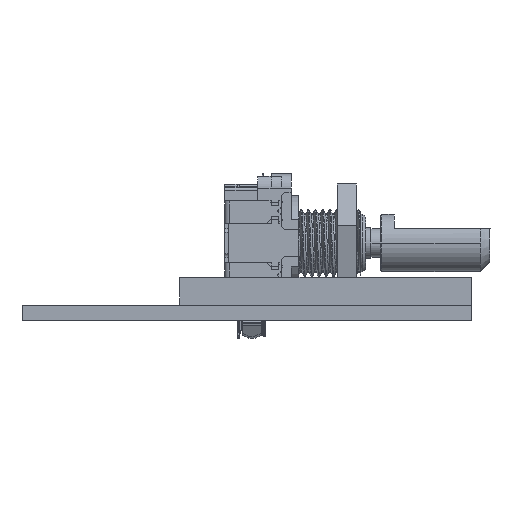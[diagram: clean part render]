
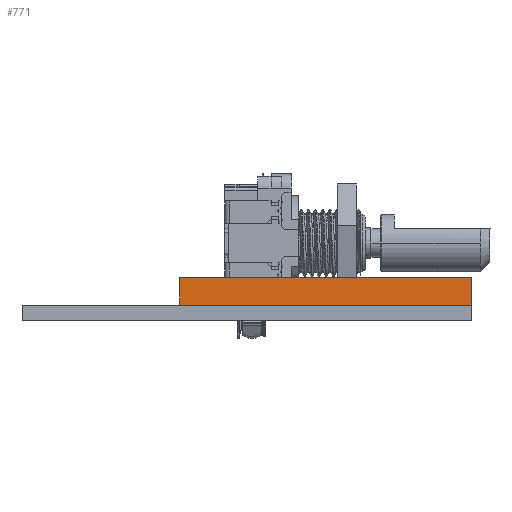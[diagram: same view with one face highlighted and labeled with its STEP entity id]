
A CAD part, left-side view. The second image highlights one B-rep face of the part: STEP entity #771.
In plain terms, the highlighted planar face has unit normal (-1, 0, 0).
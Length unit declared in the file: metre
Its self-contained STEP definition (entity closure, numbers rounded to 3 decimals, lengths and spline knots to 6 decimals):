
#771=ADVANCED_FACE('0:7426',(#2230),#2231,.T.);
#2230=FACE_OUTER_BOUND('',#4506,.T.);
#2231=PLANE('',#4507);
#4506=EDGE_LOOP('',(#8420,#8421,#8422,#8423));
#4507=AXIS2_PLACEMENT_3D('',#8424,#8425,#8426);
#8420=ORIENTED_EDGE('',*,*,#15287,.T.);
#8421=ORIENTED_EDGE('',*,*,#15288,.T.);
#8422=ORIENTED_EDGE('',*,*,#15289,.T.);
#8423=ORIENTED_EDGE('',*,*,#15290,.T.);
#8424=CARTESIAN_POINT('',(-0.16045,-0.018,0.0));
#8425=DIRECTION('',(-1.0,0.0,0.0));
#8426=DIRECTION('',(0.0,0.0,1.0));
#15287=EDGE_CURVE('',#18014,#18015,#18016,.F.);
#15288=EDGE_CURVE('',#18015,#18017,#18018,.F.);
#15289=EDGE_CURVE('',#18017,#18019,#18020,.T.);
#15290=EDGE_CURVE('',#18019,#18014,#18021,.T.);
#18014=VERTEX_POINT('',#22075);
#18015=VERTEX_POINT('',#22076);
#18016=LINE('',#22077,#22078);
#18017=VERTEX_POINT('',#22079);
#18018=LINE('',#22080,#22081);
#18019=VERTEX_POINT('',#22082);
#18020=LINE('',#22083,#22084);
#18021=LINE('',#22085,#22086);
#22075=CARTESIAN_POINT('',(-0.16045,0.0125,0.0029));
#22076=CARTESIAN_POINT('',(-0.16045,0.0125,0.0));
#22077=CARTESIAN_POINT('',(-0.16045,0.0125,0.0));
#22078=VECTOR('',#34027,1.0);
#22079=CARTESIAN_POINT('',(-0.16045,-0.018,0.0));
#22080=CARTESIAN_POINT('',(-0.16045,-0.018,0.0));
#22081=VECTOR('',#34028,1.0);
#22082=CARTESIAN_POINT('',(-0.16045,-0.018,0.0029));
#22083=CARTESIAN_POINT('',(-0.16045,-0.018,0.0));
#22084=VECTOR('',#34029,1.0);
#22085=CARTESIAN_POINT('',(-0.16045,-0.018,0.0029));
#22086=VECTOR('',#34030,1.0);
#34027=DIRECTION('',(0.0,0.0,1.0));
#34028=DIRECTION('',(-0.0,1.0,0.0));
#34029=DIRECTION('',(0.0,0.0,1.0));
#34030=DIRECTION('',(0.0,1.0,-0.0));
